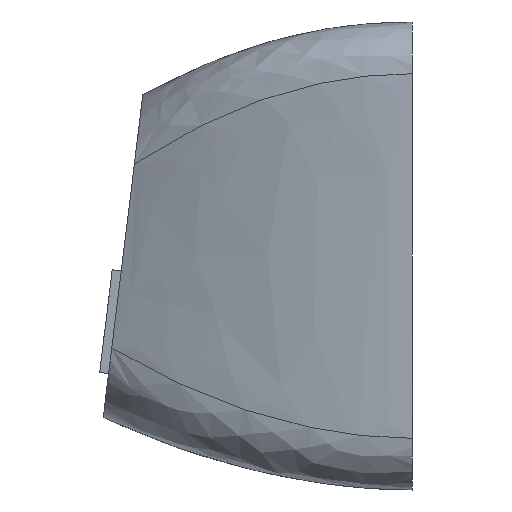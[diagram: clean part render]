
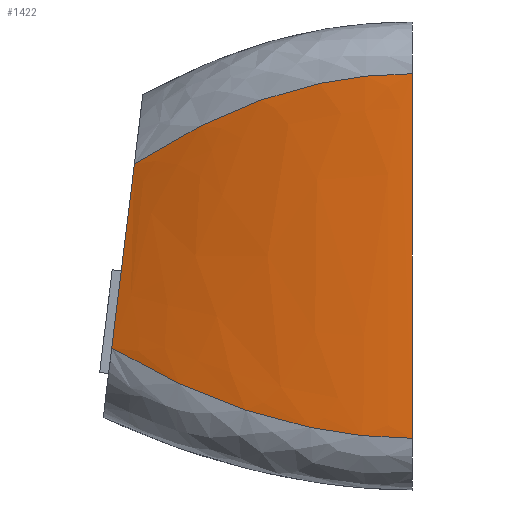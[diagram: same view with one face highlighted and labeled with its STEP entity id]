
A CAD part, left-side view. The second image highlights one B-rep face of the part: STEP entity #1422.
In plain terms, the highlighted free-form (B-spline) face has degree [3, 3] with [4, 4] control points.
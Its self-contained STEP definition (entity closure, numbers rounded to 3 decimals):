
#49=B_SPLINE_SURFACE_WITH_KNOTS('',3,3,((#2681,#2682,#2683,#2684),(#2685,
#2686,#2687,#2688),(#2689,#2690,#2691,#2692),(#2693,#2694,#2695,#2696)),
 .UNSPECIFIED.,.F.,.F.,.F.,(4,4),(4,4),(0.,1.),(0.,1.),.UNSPECIFIED.);
#89=B_SPLINE_CURVE_WITH_KNOTS('',3,(#2677,#2678,#2679,#2680),
 .UNSPECIFIED.,.F.,.F.,(4,4),(0.,1.),.UNSPECIFIED.);
#90=B_SPLINE_CURVE_WITH_KNOTS('',3,(#2697,#2698,#2699,#2700),
 .UNSPECIFIED.,.F.,.F.,(4,4),(0.,1.),.UNSPECIFIED.);
#125=FACE_OUTER_BOUND('',#207,.T.);
#207=EDGE_LOOP('',(#1103,#1104,#1105,#1106));
#306=LINE('',#2540,#465);
#311=LINE('',#2561,#470);
#465=VECTOR('',#1654,10.);
#470=VECTOR('',#1671,10.);
#625=VERTEX_POINT('',#2537);
#626=VERTEX_POINT('',#2539);
#635=VERTEX_POINT('',#2558);
#636=VERTEX_POINT('',#2560);
#788=EDGE_CURVE('',#626,#625,#306,.T.);
#798=EDGE_CURVE('',#635,#636,#311,.T.);
#806=EDGE_CURVE('',#635,#626,#89,.T.);
#807=EDGE_CURVE('',#636,#625,#90,.T.);
#1103=ORIENTED_EDGE('',*,*,#798,.F.);
#1104=ORIENTED_EDGE('',*,*,#806,.T.);
#1105=ORIENTED_EDGE('',*,*,#788,.T.);
#1106=ORIENTED_EDGE('',*,*,#807,.F.);
#1422=ADVANCED_FACE('',(#125),#49,.F.);
#1654=DIRECTION('',(0.,0.,1.));
#1671=DIRECTION('',(0.,-0.122,0.993));
#2537=CARTESIAN_POINT('',(0.,0.,16.1));
#2539=CARTESIAN_POINT('',(0.,0.,2.));
#2540=CARTESIAN_POINT('',(0.,0.,16.1));
#2558=CARTESIAN_POINT('',(2.7,11.625,5.494));
#2560=CARTESIAN_POINT('',(2.7,10.752,12.606));
#2561=CARTESIAN_POINT('',(2.7,10.752,12.606));
#2677=CARTESIAN_POINT('Ctrl Pts',(2.7,11.625,5.494));
#2678=CARTESIAN_POINT('Ctrl Pts',(0.9,7.75,3.165));
#2679=CARTESIAN_POINT('Ctrl Pts',(0.,3.73,
2.));
#2680=CARTESIAN_POINT('Ctrl Pts',(0.,0.,
2.));
#2681=CARTESIAN_POINT('Ctrl Pts',(2.7,11.625,5.494));
#2682=CARTESIAN_POINT('Ctrl Pts',(0.9,7.75,3.165));
#2683=CARTESIAN_POINT('Ctrl Pts',(0.,3.73,
2.));
#2684=CARTESIAN_POINT('Ctrl Pts',(0.,0.,
2.));
#2685=CARTESIAN_POINT('Ctrl Pts',(2.7,11.453,6.897));
#2686=CARTESIAN_POINT('Ctrl Pts',(0.939,7.635,4.8));
#2687=CARTESIAN_POINT('Ctrl Pts',(0.,3.73,
3.047));
#2688=CARTESIAN_POINT('Ctrl Pts',(0.,0.,
3.047));
#2689=CARTESIAN_POINT('Ctrl Pts',(2.7,10.924,11.203));
#2690=CARTESIAN_POINT('Ctrl Pts',(0.939,7.283,13.3));
#2691=CARTESIAN_POINT('Ctrl Pts',(0.,3.73,
15.053));
#2692=CARTESIAN_POINT('Ctrl Pts',(0.,0.,
15.053));
#2693=CARTESIAN_POINT('Ctrl Pts',(2.7,10.752,12.606));
#2694=CARTESIAN_POINT('Ctrl Pts',(0.9,7.168,14.935));
#2695=CARTESIAN_POINT('Ctrl Pts',(0.,3.73,
16.1));
#2696=CARTESIAN_POINT('Ctrl Pts',(0.,0.,
16.1));
#2697=CARTESIAN_POINT('Ctrl Pts',(2.7,10.752,12.606));
#2698=CARTESIAN_POINT('Ctrl Pts',(0.9,7.168,14.935));
#2699=CARTESIAN_POINT('Ctrl Pts',(0.,3.73,16.1));
#2700=CARTESIAN_POINT('Ctrl Pts',(0.,0.,16.1));
